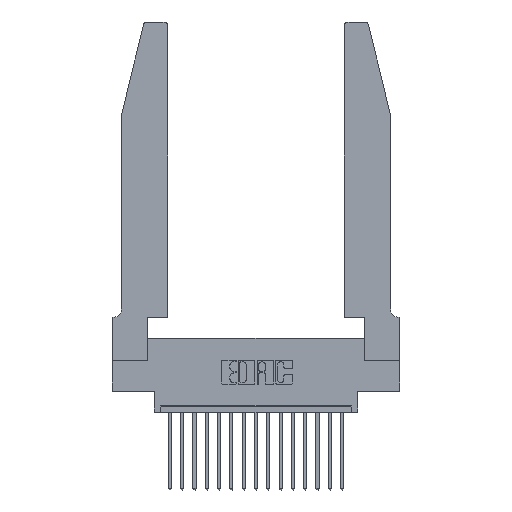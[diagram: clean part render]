
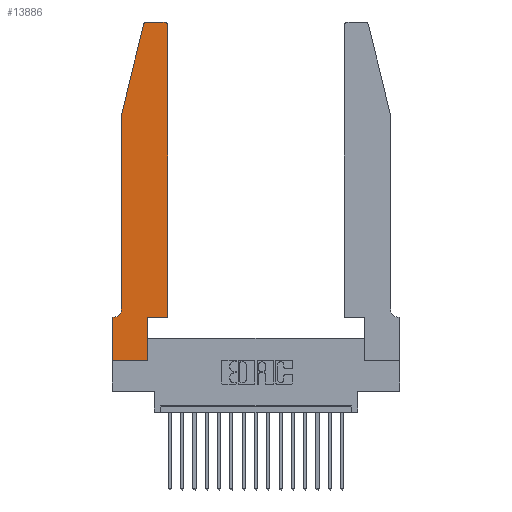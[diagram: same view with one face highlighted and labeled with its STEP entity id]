
A CAD part, top view. The second image highlights one B-rep face of the part: STEP entity #13886.
In plain terms, the highlighted planar face has unit normal (0, 0, 1).
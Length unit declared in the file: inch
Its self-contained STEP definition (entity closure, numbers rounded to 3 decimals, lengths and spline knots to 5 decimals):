
#12 = VERTEX_POINT ( 'NONE', #8630 ) ;
#222 = DIRECTION ( 'NONE',  ( 0., 0., -1. ) ) ;
#270 = LINE ( 'NONE', #4398, #3818 ) ;
#307 = LINE ( 'NONE', #17198, #7478 ) ;
#508 = AXIS2_PLACEMENT_3D ( 'NONE', #2746, #16637, #16448 ) ;
#523 = ORIENTED_EDGE ( 'NONE', *, *, #4805, .T. ) ;
#566 = ORIENTED_EDGE ( 'NONE', *, *, #2119, .T. ) ;
#635 = VECTOR ( 'NONE', #8005, 39.37008 ) ;
#787 = DIRECTION ( 'NONE',  ( 1., 0., 0. ) ) ;
#1305 = VERTEX_POINT ( 'NONE', #9750 ) ;
#1402 = VECTOR ( 'NONE', #9594, 39.37008 ) ;
#1471 = CARTESIAN_POINT ( 'NONE',  ( 0.4505, 0.35, 0.37 ) ) ;
#1680 = CARTESIAN_POINT ( 'NONE',  ( 0.0755, 2., 0.37 ) ) ;
#1715 = VERTEX_POINT ( 'NONE', #17622 ) ;
#1778 = CIRCLE ( 'NONE', #10267, 0.03 ) ;
#2110 = FACE_OUTER_BOUND ( 'NONE', #8334, .T. ) ;
#2119 = EDGE_CURVE ( 'NONE', #12781, #12434, #19620, .T. ) ;
#2420 = ORIENTED_EDGE ( 'NONE', *, *, #18310, .T. ) ;
#2746 = CARTESIAN_POINT ( 'NONE',  ( 0., 0.35, 0.37 ) ) ;
#2979 = ORIENTED_EDGE ( 'NONE', *, *, #5445, .T. ) ;
#3188 = LINE ( 'NONE', #9400, #5794 ) ;
#3464 = VERTEX_POINT ( 'NONE', #13613 ) ;
#3524 = EDGE_CURVE ( 'NONE', #12434, #13474, #6359, .T. ) ;
#3818 = VECTOR ( 'NONE', #7695, 39.37008 ) ;
#3898 = CARTESIAN_POINT ( 'NONE',  ( 0.4505, 2.72, 0.37 ) ) ;
#4398 = CARTESIAN_POINT ( 'NONE',  ( 0., 0., 0.37 ) ) ;
#4514 = CARTESIAN_POINT ( 'NONE',  ( 0.2865, 0., 0.37 ) ) ;
#4605 = DIRECTION ( 'NONE',  ( 0., 1., 0. ) ) ;
#4788 = DIRECTION ( 'NONE',  ( 0., -1., 0. ) ) ;
#4805 = EDGE_CURVE ( 'NONE', #13474, #18694, #15936, .T. ) ;
#5139 = DIRECTION ( 'NONE',  ( 0., 0., 1. ) ) ;
#5359 = ORIENTED_EDGE ( 'NONE', *, *, #18828, .T. ) ;
#5445 = EDGE_CURVE ( 'NONE', #3464, #18988, #3188, .T. ) ;
#5794 = VECTOR ( 'NONE', #10954, 39.37008 ) ;
#6142 = AXIS2_PLACEMENT_3D ( 'NONE', #6716, #5139, #6518 ) ;
#6297 = CARTESIAN_POINT ( 'NONE',  ( 0.2605, 2.75, 0.37 ) ) ;
#6359 = LINE ( 'NONE', #1471, #17639 ) ;
#6518 = DIRECTION ( 'NONE',  ( 1., 0., 0. ) ) ;
#6657 = AXIS2_PLACEMENT_3D ( 'NONE', #15684, #222, #17211 ) ;
#6716 = CARTESIAN_POINT ( 'NONE',  ( 0.4205, 2.72, 0.37 ) ) ;
#6772 = EDGE_CURVE ( 'NONE', #18988, #16005, #15728, .T. ) ;
#7462 = CARTESIAN_POINT ( 'NONE',  ( 0.4205, 2.75, 0.37 ) ) ;
#7478 = VECTOR ( 'NONE', #14108, 39.37008 ) ;
#7695 = DIRECTION ( 'NONE',  ( 1., 0., 0. ) ) ;
#7718 = EDGE_CURVE ( 'NONE', #1715, #8087, #1778, .T. ) ;
#7778 = CARTESIAN_POINT ( 'NONE',  ( 0.4505, 0.35, 0.37 ) ) ;
#7920 = ORIENTED_EDGE ( 'NONE', *, *, #3524, .T. ) ;
#8005 = DIRECTION ( 'NONE',  ( 0., -1., 0. ) ) ;
#8087 = VERTEX_POINT ( 'NONE', #17372 ) ;
#8104 = CIRCLE ( 'NONE', #6657, 0.07 ) ;
#8334 = EDGE_LOOP ( 'NONE', ( #5359, #9743, #2420, #17346, #18187, #2979, #8701, #11652, #11249, #566, #7920, #523 ) ) ;
#8457 = LINE ( 'NONE', #1680, #17360 ) ;
#8630 = CARTESIAN_POINT ( 'NONE',  ( 0.0755, 0.42, 0.37 ) ) ;
#8701 = ORIENTED_EDGE ( 'NONE', *, *, #6772, .T. ) ;
#9313 = DIRECTION ( 'NONE',  ( -1., 0., 0. ) ) ;
#9389 = CARTESIAN_POINT ( 'NONE',  ( 0., 0., 0.37 ) ) ;
#9400 = CARTESIAN_POINT ( 'NONE',  ( 0.0755, 0.35, 0.37 ) ) ;
#9594 = DIRECTION ( 'NONE',  ( 1., 0., 0. ) ) ;
#9731 = CARTESIAN_POINT ( 'NONE',  ( 0.4505, 0.35, 0.37 ) ) ;
#9743 = ORIENTED_EDGE ( 'NONE', *, *, #7718, .T. ) ;
#9750 = CARTESIAN_POINT ( 'NONE',  ( 0.0755, 2., 0.37 ) ) ;
#10072 = CARTESIAN_POINT ( 'NONE',  ( 0., 0., 0.37 ) ) ;
#10090 = EDGE_CURVE ( 'NONE', #16005, #13286, #270, .T. ) ;
#10267 = AXIS2_PLACEMENT_3D ( 'NONE', #12778, #17462, #787 ) ;
#10954 = DIRECTION ( 'NONE',  ( -1., 0., 0. ) ) ;
#11063 = CARTESIAN_POINT ( 'NONE',  ( 0.2865, 0.35, 0.37 ) ) ;
#11246 = VECTOR ( 'NONE', #17302, 39.37008 ) ;
#11249 = ORIENTED_EDGE ( 'NONE', *, *, #13202, .T. ) ;
#11652 = ORIENTED_EDGE ( 'NONE', *, *, #10090, .T. ) ;
#11938 = PLANE ( 'NONE',  #508 ) ;
#12434 = VERTEX_POINT ( 'NONE', #7778 ) ;
#12778 = CARTESIAN_POINT ( 'NONE',  ( 0.284, 2.72, 0.37 ) ) ;
#12781 = VERTEX_POINT ( 'NONE', #14690 ) ;
#13202 = EDGE_CURVE ( 'NONE', #13286, #12781, #15824, .T. ) ;
#13286 = VERTEX_POINT ( 'NONE', #4514 ) ;
#13474 = VERTEX_POINT ( 'NONE', #3898 ) ;
#13613 = CARTESIAN_POINT ( 'NONE',  ( 0.0055, 0.35, 0.37 ) ) ;
#13886 = ADVANCED_FACE ( 'NONE', ( #2110 ), #11938, .T. ) ;
#14055 = EDGE_CURVE ( 'NONE', #12, #3464, #8104, .T. ) ;
#14108 = DIRECTION ( 'NONE',  ( -0.239, -0.971, 0. ) ) ;
#14690 = CARTESIAN_POINT ( 'NONE',  ( 0.2865, 0.35, 0.37 ) ) ;
#14894 = VECTOR ( 'NONE', #9313, 39.37008 ) ;
#15684 = CARTESIAN_POINT ( 'NONE',  ( 0.0055, 0.42, 0.37 ) ) ;
#15728 = LINE ( 'NONE', #9389, #635 ) ;
#15824 = LINE ( 'NONE', #11063, #11246 ) ;
#15936 = CIRCLE ( 'NONE', #6142, 0.03 ) ;
#16005 = VERTEX_POINT ( 'NONE', #10072 ) ;
#16344 = LINE ( 'NONE', #6297, #14894 ) ;
#16448 = DIRECTION ( 'NONE',  ( 1., 0., 0. ) ) ;
#16637 = DIRECTION ( 'NONE',  ( 0., 0., 1. ) ) ;
#17198 = CARTESIAN_POINT ( 'NONE',  ( 0.0755, 2., 0.37 ) ) ;
#17211 = DIRECTION ( 'NONE',  ( -1., 0., 0. ) ) ;
#17231 = CARTESIAN_POINT ( 'NONE',  ( 0., 0.35, 0.37 ) ) ;
#17302 = DIRECTION ( 'NONE',  ( 0., 1., 0. ) ) ;
#17346 = ORIENTED_EDGE ( 'NONE', *, *, #19457, .T. ) ;
#17360 = VECTOR ( 'NONE', #4788, 39.37008 ) ;
#17372 = CARTESIAN_POINT ( 'NONE',  ( 0.25487, 2.72718, 0.37 ) ) ;
#17462 = DIRECTION ( 'NONE',  ( 0., 0., 1. ) ) ;
#17622 = CARTESIAN_POINT ( 'NONE',  ( 0.284, 2.75, 0.37 ) ) ;
#17639 = VECTOR ( 'NONE', #4605, 39.37008 ) ;
#18187 = ORIENTED_EDGE ( 'NONE', *, *, #14055, .T. ) ;
#18310 = EDGE_CURVE ( 'NONE', #8087, #1305, #307, .T. ) ;
#18694 = VERTEX_POINT ( 'NONE', #7462 ) ;
#18828 = EDGE_CURVE ( 'NONE', #18694, #1715, #16344, .T. ) ;
#18988 = VERTEX_POINT ( 'NONE', #17231 ) ;
#19457 = EDGE_CURVE ( 'NONE', #1305, #12, #8457, .T. ) ;
#19620 = LINE ( 'NONE', #9731, #1402 ) ;
